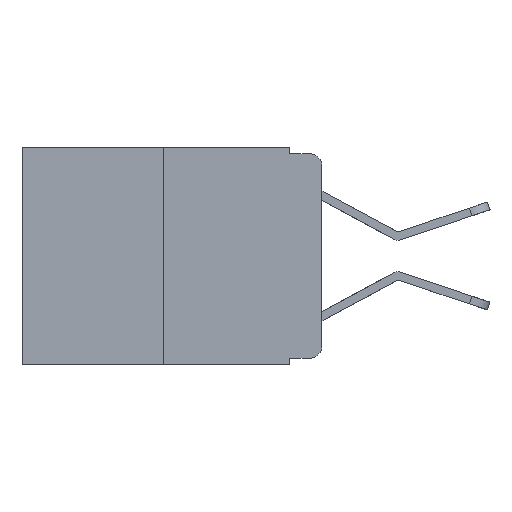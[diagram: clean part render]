
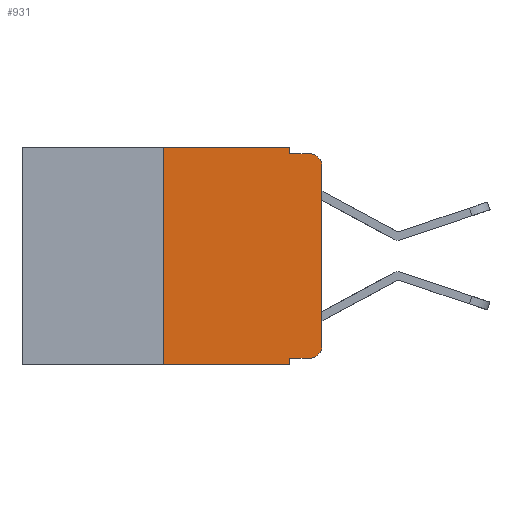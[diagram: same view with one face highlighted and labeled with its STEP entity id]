
A CAD part, left-side view. The second image highlights one B-rep face of the part: STEP entity #931.
In plain terms, the highlighted planar face has unit normal (-1, 0, 0).
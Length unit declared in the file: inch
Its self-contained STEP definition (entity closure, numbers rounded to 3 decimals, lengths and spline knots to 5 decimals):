
#10 = VECTOR ( 'NONE', #2662, 39.37008 ) ;
#18 = CARTESIAN_POINT ( 'NONE',  ( 0., 0., -0.03 ) ) ;
#280 = CARTESIAN_POINT ( 'NONE',  ( 0., 0.25, -0.343 ) ) ;
#459 = CARTESIAN_POINT ( 'NONE',  ( 0., 0.051, -0.343 ) ) ;
#931 = ADVANCED_FACE ( 'NONE', ( #3176 ), #13269, .F. ) ;
#1009 = EDGE_CURVE ( 'NONE', #4326, #11954, #9724, .T. ) ;
#1521 = LINE ( 'NONE', #9267, #16247 ) ;
#1789 = DIRECTION ( 'NONE',  ( 0., 0., -1. ) ) ;
#1897 = CARTESIAN_POINT ( 'NONE',  ( 0., 0.051, -0.333 ) ) ;
#2070 = CARTESIAN_POINT ( 'NONE',  ( 0., 0.473, 0. ) ) ;
#2643 = AXIS2_PLACEMENT_3D ( 'NONE', #3569, #13208, #4999 ) ;
#2662 = DIRECTION ( 'NONE',  ( 0., 0., -1. ) ) ;
#3027 = EDGE_CURVE ( 'NONE', #3172, #10468, #14149, .T. ) ;
#3172 = VERTEX_POINT ( 'NONE', #280 ) ;
#3176 = FACE_OUTER_BOUND ( 'NONE', #9352, .T. ) ;
#3552 = LINE ( 'NONE', #2070, #11340 ) ;
#3569 = CARTESIAN_POINT ( 'NONE',  ( 0., 0.02, -0.03 ) ) ;
#3813 = CARTESIAN_POINT ( 'NONE',  ( 0., 0.02, -0.01 ) ) ;
#3936 = ORIENTED_EDGE ( 'NONE', *, *, #8247, .T. ) ;
#4290 = CARTESIAN_POINT ( 'NONE',  ( 0., 0.051, 0. ) ) ;
#4323 = CARTESIAN_POINT ( 'NONE',  ( 0., 0., 0. ) ) ;
#4326 = VERTEX_POINT ( 'NONE', #4738 ) ;
#4397 = ORIENTED_EDGE ( 'NONE', *, *, #9951, .T. ) ;
#4536 = VECTOR ( 'NONE', #8492, 39.37008 ) ;
#4738 = CARTESIAN_POINT ( 'NONE',  ( 0., 0.02, -0.333 ) ) ;
#4999 = DIRECTION ( 'NONE',  ( 0., 0., -1. ) ) ;
#5467 = CARTESIAN_POINT ( 'NONE',  ( 0., 0.051, 0. ) ) ;
#5727 = EDGE_CURVE ( 'NONE', #14148, #12097, #10041, .T. ) ;
#6129 = LINE ( 'NONE', #7920, #16562 ) ;
#6402 = DIRECTION ( 'NONE',  ( -1., 0., 0. ) ) ;
#6830 = ORIENTED_EDGE ( 'NONE', *, *, #1009, .T. ) ;
#7230 = ORIENTED_EDGE ( 'NONE', *, *, #5727, .T. ) ;
#7589 = DIRECTION ( 'NONE',  ( 0., 0., -1. ) ) ;
#7899 = DIRECTION ( 'NONE',  ( 0., -1., 0. ) ) ;
#7920 = CARTESIAN_POINT ( 'NONE',  ( 0., 0.051, -0.01 ) ) ;
#8073 = LINE ( 'NONE', #9641, #10 ) ;
#8232 = VERTEX_POINT ( 'NONE', #4290 ) ;
#8247 = EDGE_CURVE ( 'NONE', #3172, #15822, #11846, .T. ) ;
#8349 = ORIENTED_EDGE ( 'NONE', *, *, #10496, .F. ) ;
#8492 = DIRECTION ( 'NONE',  ( 0., -1., 0. ) ) ;
#8514 = VECTOR ( 'NONE', #11188, 39.37008 ) ;
#9267 = CARTESIAN_POINT ( 'NONE',  ( 0., 0.051, -0.333 ) ) ;
#9352 = EDGE_LOOP ( 'NONE', ( #12885, #7230, #17252, #10281, #8349, #17290, #3936, #9397, #4397, #6830 ) ) ;
#9397 = ORIENTED_EDGE ( 'NONE', *, *, #14032, .F. ) ;
#9524 = CARTESIAN_POINT ( 'NONE',  ( 0., 0.02, -0.313 ) ) ;
#9641 = CARTESIAN_POINT ( 'NONE',  ( 0., 0.051, 0. ) ) ;
#9701 = DIRECTION ( 'NONE',  ( 1., 0., 0. ) ) ;
#9724 = CIRCLE ( 'NONE', #13725, 0.02 ) ;
#9951 = EDGE_CURVE ( 'NONE', #14323, #4326, #1521, .T. ) ;
#10041 = CIRCLE ( 'NONE', #2643, 0.02 ) ;
#10281 = ORIENTED_EDGE ( 'NONE', *, *, #11835, .F. ) ;
#10468 = VERTEX_POINT ( 'NONE', #11745 ) ;
#10496 = EDGE_CURVE ( 'NONE', #10468, #8232, #3552, .T. ) ;
#10500 = VECTOR ( 'NONE', #15037, 39.37008 ) ;
#11032 = VERTEX_POINT ( 'NONE', #12904 ) ;
#11166 = DIRECTION ( 'NONE',  ( 0., 0., 1. ) ) ;
#11188 = DIRECTION ( 'NONE',  ( 0., 0., 1. ) ) ;
#11340 = VECTOR ( 'NONE', #11801, 39.37008 ) ;
#11695 = LINE ( 'NONE', #4323, #8514 ) ;
#11745 = CARTESIAN_POINT ( 'NONE',  ( 0., 0.25, 0. ) ) ;
#11801 = DIRECTION ( 'NONE',  ( 0., -1., 0. ) ) ;
#11835 = EDGE_CURVE ( 'NONE', #8232, #11032, #17282, .T. ) ;
#11846 = LINE ( 'NONE', #17962, #4536 ) ;
#11890 = AXIS2_PLACEMENT_3D ( 'NONE', #13212, #9701, #1789 ) ;
#11954 = VERTEX_POINT ( 'NONE', #13082 ) ;
#11958 = DIRECTION ( 'NONE',  ( 0., -1., 0. ) ) ;
#12097 = VERTEX_POINT ( 'NONE', #3813 ) ;
#12885 = ORIENTED_EDGE ( 'NONE', *, *, #13506, .T. ) ;
#12904 = CARTESIAN_POINT ( 'NONE',  ( 0., 0.051, -0.01 ) ) ;
#13082 = CARTESIAN_POINT ( 'NONE',  ( 0., 0., -0.313 ) ) ;
#13208 = DIRECTION ( 'NONE',  ( -1., 0., 0. ) ) ;
#13212 = CARTESIAN_POINT ( 'NONE',  ( 0., 0.473, 0. ) ) ;
#13269 = PLANE ( 'NONE',  #11890 ) ;
#13506 = EDGE_CURVE ( 'NONE', #11954, #14148, #11695, .T. ) ;
#13725 = AXIS2_PLACEMENT_3D ( 'NONE', #9524, #6402, #7589 ) ;
#13860 = EDGE_CURVE ( 'NONE', #11032, #12097, #6129, .T. ) ;
#14032 = EDGE_CURVE ( 'NONE', #14323, #15822, #8073, .T. ) ;
#14148 = VERTEX_POINT ( 'NONE', #18 ) ;
#14149 = LINE ( 'NONE', #15278, #17731 ) ;
#14323 = VERTEX_POINT ( 'NONE', #1897 ) ;
#15037 = DIRECTION ( 'NONE',  ( 0., 0., -1. ) ) ;
#15278 = CARTESIAN_POINT ( 'NONE',  ( 0., 0.25, 0. ) ) ;
#15822 = VERTEX_POINT ( 'NONE', #459 ) ;
#16247 = VECTOR ( 'NONE', #7899, 39.37008 ) ;
#16562 = VECTOR ( 'NONE', #11958, 39.37008 ) ;
#17252 = ORIENTED_EDGE ( 'NONE', *, *, #13860, .F. ) ;
#17282 = LINE ( 'NONE', #5467, #10500 ) ;
#17290 = ORIENTED_EDGE ( 'NONE', *, *, #3027, .F. ) ;
#17731 = VECTOR ( 'NONE', #11166, 39.37008 ) ;
#17962 = CARTESIAN_POINT ( 'NONE',  ( 0., 0.473, -0.343 ) ) ;
